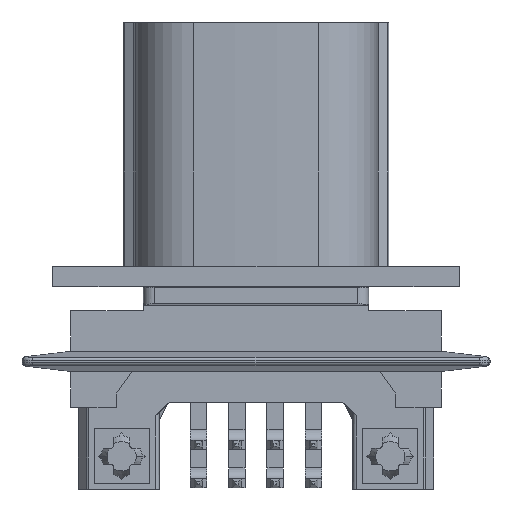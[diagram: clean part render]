
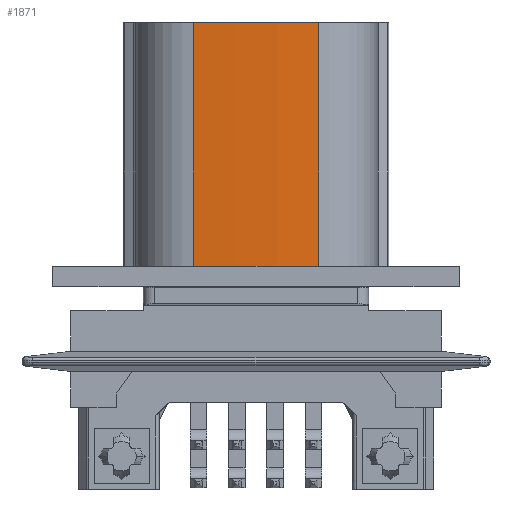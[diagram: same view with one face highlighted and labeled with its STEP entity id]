
A CAD part, front view. The second image highlights one B-rep face of the part: STEP entity #1871.
In plain terms, the highlighted cylindrical face has radius 77.772 mm (diameter 155.544 mm), a partial arc.
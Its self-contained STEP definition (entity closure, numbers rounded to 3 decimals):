
#1871=ADVANCED_FACE('',(#4003),#4004,.T.);
#4003=FACE_OUTER_BOUND('',#6419,.T.);
#4004=CYLINDRICAL_SURFACE('',#6420,77.772);
#6419=EDGE_LOOP('',(#12409,#12410,#12411,#12412));
#6420=AXIS2_PLACEMENT_3D('',#12413,#12414,#12415);
#12409=ORIENTED_EDGE('',*,*,#16840,.T.);
#12410=ORIENTED_EDGE('',*,*,#16865,.F.);
#12411=ORIENTED_EDGE('',*,*,#16866,.F.);
#12412=ORIENTED_EDGE('',*,*,#16862,.T.);
#12413=CARTESIAN_POINT('',(5.241,65.856,-3.76));
#12414=DIRECTION('',(0.0,0.0,1.0));
#12415=DIRECTION('',(1.0,0.0,0.0));
#16840=EDGE_CURVE('',#20825,#20823,#20826,.T.);
#16862=EDGE_CURVE('',#20862,#20825,#20863,.T.);
#16865=EDGE_CURVE('',#20866,#20823,#20867,.T.);
#16866=EDGE_CURVE('',#20862,#20866,#20868,.T.);
#20823=VERTEX_POINT('',#26734);
#20825=VERTEX_POINT('',#26736);
#20826=CIRCLE('',#26737,77.772);
#20862=VERTEX_POINT('',#26781);
#20863=LINE('',#26782,#26783);
#20866=VERTEX_POINT('',#26786);
#20867=LINE('',#26787,#26788);
#20868=CIRCLE('',#26789,77.772);
#26734=CARTESIAN_POINT('',(-0.495,-11.704,18.55));
#26736=CARTESIAN_POINT('',(10.977,-11.704,18.55));
#26737=AXIS2_PLACEMENT_3D('',#30985,#30986,#30987);
#26781=CARTESIAN_POINT('',(10.977,-11.704,-3.66));
#26782=CARTESIAN_POINT('',(10.977,-11.704,-3.76));
#26783=VECTOR('',#31026,1.0);
#26786=CARTESIAN_POINT('',(-0.495,-11.704,-3.66));
#26787=CARTESIAN_POINT('',(-0.495,-11.704,-3.76));
#26788=VECTOR('',#31030,1.0);
#26789=AXIS2_PLACEMENT_3D('',#31031,#31032,#31033);
#30985=CARTESIAN_POINT('',(5.241,65.856,18.55));
#30986=DIRECTION('',(0.0,0.0,-1.0));
#30987=DIRECTION('',(1.0,0.0,0.0));
#31026=DIRECTION('',(0.0,0.0,1.0));
#31030=DIRECTION('',(0.0,0.0,1.0));
#31031=CARTESIAN_POINT('',(5.241,65.856,-3.66));
#31032=DIRECTION('',(0.,0.,-1.0));
#31033=DIRECTION('',(1.0,0.,0.));
